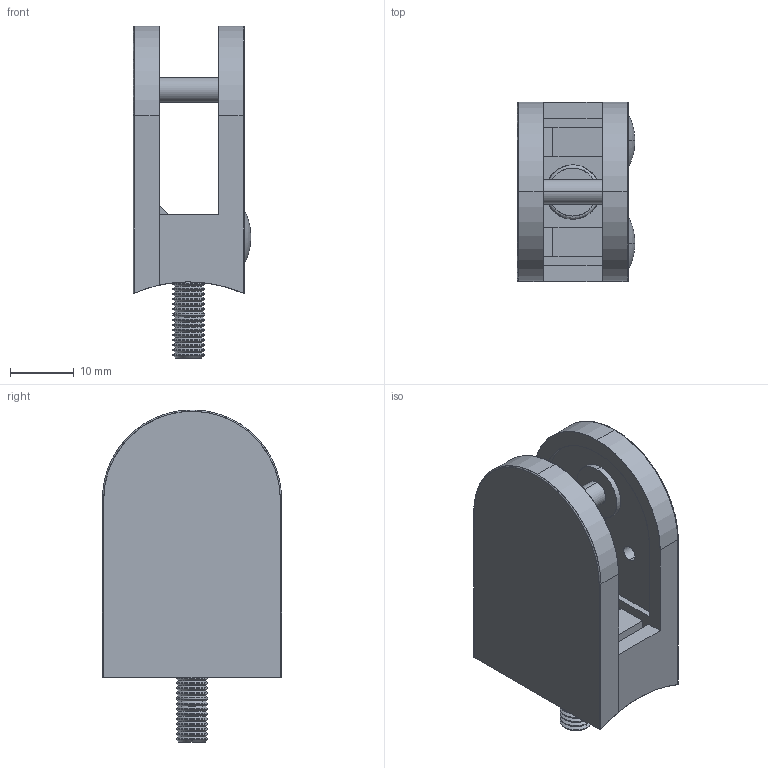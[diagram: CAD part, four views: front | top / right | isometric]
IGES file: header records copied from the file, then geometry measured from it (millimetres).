
Start section: SolidWorks IGES file using analytic representation for surfaces
Global section: file name: 1642-V2A.igs; native system: SolidWorks 2015; preprocessor: SolidWorks 2015; author: Christian; date: 190418.094436; units: millimetre
Bounding box: 18.4 x 28 x 51.9 mm (x, y, z)
Surface area: 9015 mm2 (no closed solid volume)
Topology: 0 solids, 0 shells, 1397 faces, 12992 edges, 12980 vertices
Faces by surface type: bspline 1015, revolution 382
